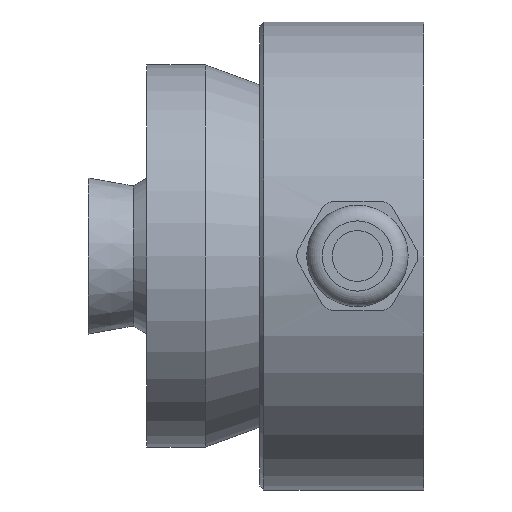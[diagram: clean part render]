
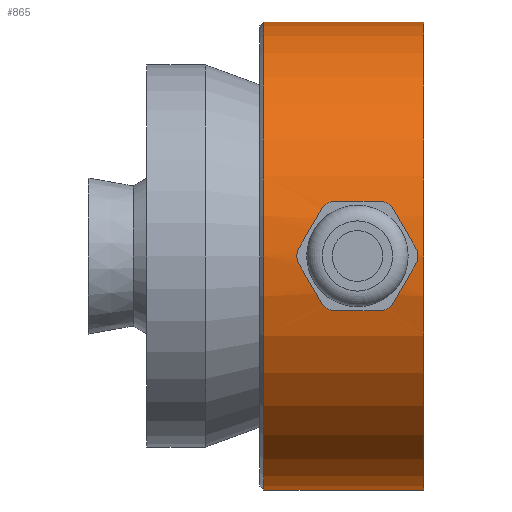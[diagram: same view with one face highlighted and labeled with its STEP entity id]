
A CAD part, left-side view. The second image highlights one B-rep face of the part: STEP entity #865.
In plain terms, the highlighted cylindrical face has radius 30 mm (diameter 60 mm), a full revolution.
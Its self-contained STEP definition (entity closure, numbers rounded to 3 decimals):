
#38=B_SPLINE_CURVE_WITH_KNOTS('',3,(#1484,#1485,#1486,#1487,#1488,#1489,
#1490,#1491,#1492,#1493,#1494,#1495),.UNSPECIFIED.,.T.,.F.,(1,1,1,1,1,1,
1,1,1,1,1,1,1,1,1,1),(-0.008,-0.004,-0.002,
0.,0.004,0.008,0.012,0.016,
0.02,0.023,0.027,0.029,
0.031,0.035,0.039,0.043),
 .UNSPECIFIED.);
#51=CYLINDRICAL_SURFACE('',#968,30.);
#259=ORIENTED_EDGE('',*,*,#449,.F.);
#260=ORIENTED_EDGE('',*,*,#450,.T.);
#261=ORIENTED_EDGE('',*,*,#451,.F.);
#449=EDGE_CURVE('',#532,#532,#595,.T.);
#450=EDGE_CURVE('',#533,#533,#596,.T.);
#451=EDGE_CURVE('',#534,#534,#38,.T.);
#532=VERTEX_POINT('',#1481);
#533=VERTEX_POINT('',#1483);
#534=VERTEX_POINT('',#1496);
#595=CIRCLE('',#969,30.);
#596=CIRCLE('',#970,30.);
#645=EDGE_LOOP('',(#259));
#646=EDGE_LOOP('',(#260));
#647=EDGE_LOOP('',(#261));
#743=FACE_BOUND('',#645,.T.);
#744=FACE_BOUND('',#646,.T.);
#745=FACE_BOUND('',#647,.T.);
#865=ADVANCED_FACE('',(#743,#744,#745),#51,.T.);
#968=AXIS2_PLACEMENT_3D('',#1479,#1182,#1183);
#969=AXIS2_PLACEMENT_3D('',#1480,#1184,#1185);
#970=AXIS2_PLACEMENT_3D('',#1482,#1186,#1187);
#1182=DIRECTION('',(0.,-1.,0.));
#1183=DIRECTION('',(0.,0.,-1.));
#1184=DIRECTION('',(0.,-1.,0.));
#1185=DIRECTION('',(0.,0.,-1.));
#1186=DIRECTION('',(0.,-1.,0.));
#1187=DIRECTION('',(0.,0.,-1.));
#1479=CARTESIAN_POINT('',(0.,0.,0.));
#1480=CARTESIAN_POINT('',(0.,0.,0.));
#1481=CARTESIAN_POINT('',(0.,0.,-30.));
#1482=CARTESIAN_POINT('',(0.,20.5,0.));
#1483=CARTESIAN_POINT('',(0.,20.5,-30.));
#1484=CARTESIAN_POINT('',(-29.627,10.473,-4.734));
#1485=CARTESIAN_POINT('',(-29.531,7.839,-5.268));
#1486=CARTESIAN_POINT('',(-29.791,4.584,-3.917));
#1487=CARTESIAN_POINT('',(-30.104,2.959,-0.005));
#1488=CARTESIAN_POINT('',(-29.792,4.581,3.918));
#1489=CARTESIAN_POINT('',(-29.475,8.499,5.54));
#1490=CARTESIAN_POINT('',(-29.791,12.413,3.923));
#1491=CARTESIAN_POINT('',(-30.103,14.044,0.003));
#1492=CARTESIAN_POINT('',(-29.848,12.685,-3.258));
#1493=CARTESIAN_POINT('',(-29.627,10.473,-4.734));
#1494=CARTESIAN_POINT('',(-29.531,7.839,-5.268));
#1495=CARTESIAN_POINT('',(-29.791,4.584,-3.917));
#1496=CARTESIAN_POINT('',(-29.58,8.5,-5.));
